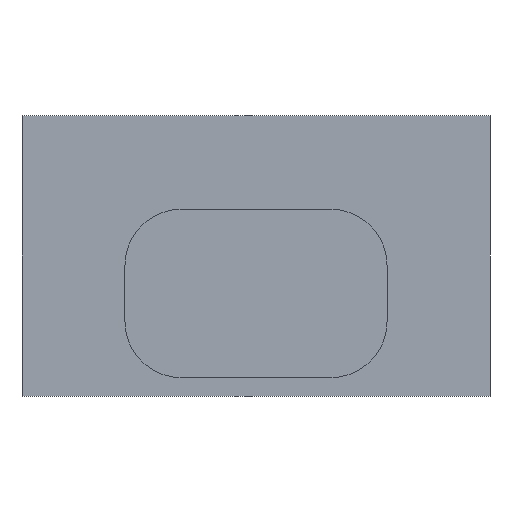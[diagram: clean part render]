
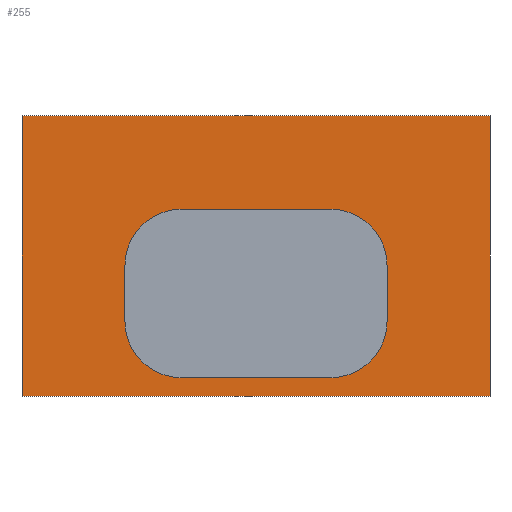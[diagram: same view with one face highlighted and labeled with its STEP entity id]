
A CAD part, front view. The second image highlights one B-rep face of the part: STEP entity #255.
In plain terms, the highlighted planar face has unit normal (0, -1, 0).
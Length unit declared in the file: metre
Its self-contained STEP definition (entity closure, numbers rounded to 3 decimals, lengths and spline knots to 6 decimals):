
#16=CIRCLE('',#284,0.0012);
#17=CIRCLE('',#285,0.0012);
#18=CIRCLE('',#286,0.0012);
#19=CIRCLE('',#287,0.0012);
#24=ORIENTED_EDGE('',*,*,#96,.T.);
#25=ORIENTED_EDGE('',*,*,#97,.T.);
#26=ORIENTED_EDGE('',*,*,#98,.F.);
#27=ORIENTED_EDGE('',*,*,#99,.F.);
#28=ORIENTED_EDGE('',*,*,#100,.F.);
#29=ORIENTED_EDGE('',*,*,#101,.T.);
#30=ORIENTED_EDGE('',*,*,#102,.F.);
#31=ORIENTED_EDGE('',*,*,#103,.T.);
#32=ORIENTED_EDGE('',*,*,#104,.F.);
#33=ORIENTED_EDGE('',*,*,#105,.F.);
#34=ORIENTED_EDGE('',*,*,#106,.F.);
#35=ORIENTED_EDGE('',*,*,#107,.F.);
#96=EDGE_CURVE('',#132,#133,#156,.T.);
#97=EDGE_CURVE('',#133,#134,#157,.T.);
#98=EDGE_CURVE('',#135,#134,#158,.T.);
#99=EDGE_CURVE('',#132,#135,#159,.T.);
#100=EDGE_CURVE('',#136,#137,#16,.T.);
#101=EDGE_CURVE('',#136,#138,#160,.T.);
#102=EDGE_CURVE('',#139,#138,#17,.T.);
#103=EDGE_CURVE('',#139,#140,#161,.T.);
#104=EDGE_CURVE('',#141,#140,#18,.T.);
#105=EDGE_CURVE('',#142,#141,#162,.T.);
#106=EDGE_CURVE('',#143,#142,#19,.T.);
#107=EDGE_CURVE('',#137,#143,#163,.T.);
#132=VERTEX_POINT('',#385);
#133=VERTEX_POINT('',#386);
#134=VERTEX_POINT('',#388);
#135=VERTEX_POINT('',#390);
#136=VERTEX_POINT('',#393);
#137=VERTEX_POINT('',#394);
#138=VERTEX_POINT('',#396);
#139=VERTEX_POINT('',#398);
#140=VERTEX_POINT('',#400);
#141=VERTEX_POINT('',#402);
#142=VERTEX_POINT('',#404);
#143=VERTEX_POINT('',#406);
#156=LINE('',#384,#184);
#157=LINE('',#387,#185);
#158=LINE('',#389,#186);
#159=LINE('',#391,#187);
#160=LINE('',#395,#188);
#161=LINE('',#399,#189);
#162=LINE('',#403,#190);
#163=LINE('',#407,#191);
#184=VECTOR('',#310,1.);
#185=VECTOR('',#311,1.);
#186=VECTOR('',#312,1.);
#187=VECTOR('',#313,1.);
#188=VECTOR('',#316,1.);
#189=VECTOR('',#319,1.);
#190=VECTOR('',#322,1.);
#191=VECTOR('',#325,1.);
#212=EDGE_LOOP('',(#24,#25,#26,#27));
#213=EDGE_LOOP('',(#28,#29,#30,#31,#32,#33,#34,#35));
#228=FACE_BOUND('',#212,.T.);
#229=FACE_BOUND('',#213,.T.);
#244=PLANE('',#283);
#255=ADVANCED_FACE('',(#228,#229),#244,.T.);
#283=AXIS2_PLACEMENT_3D('',#383,#308,#309);
#284=AXIS2_PLACEMENT_3D('',#392,#314,#315);
#285=AXIS2_PLACEMENT_3D('',#397,#317,#318);
#286=AXIS2_PLACEMENT_3D('',#401,#320,#321);
#287=AXIS2_PLACEMENT_3D('',#405,#323,#324);
#308=DIRECTION('',(0.,-1.,0.));
#309=DIRECTION('',(1.,0.,0.));
#310=DIRECTION('',(0.,0.,-1.));
#311=DIRECTION('',(1.,0.,0.));
#312=DIRECTION('',(0.,0.,-1.));
#313=DIRECTION('',(1.,0.,0.));
#314=DIRECTION('',(0.,-1.,0.));
#315=DIRECTION('',(1.,0.,0.));
#316=DIRECTION('',(0.,0.,1.));
#317=DIRECTION('',(0.,-1.,0.));
#318=DIRECTION('',(1.,0.,0.));
#319=DIRECTION('',(1.,0.,0.));
#320=DIRECTION('',(0.,-1.,0.));
#321=DIRECTION('',(1.,0.,0.));
#322=DIRECTION('',(0.,0.,1.));
#323=DIRECTION('',(0.,-1.,0.));
#324=DIRECTION('',(1.,0.,0.));
#325=DIRECTION('',(1.,0.,0.));
#383=CARTESIAN_POINT('',(0.,-0.048,0.0153));
#384=CARTESIAN_POINT('',(-0.0195,-0.048,0.0036));
#385=CARTESIAN_POINT('',(-0.0195,-0.048,0.0066));
#386=CARTESIAN_POINT('',(-0.0195,-0.048,0.0006));
#387=CARTESIAN_POINT('',(-0.0112,-0.048,0.0006));
#388=CARTESIAN_POINT('',(-0.0095,-0.048,0.0006));
#389=CARTESIAN_POINT('',(-0.0095,-0.048,0.0036));
#390=CARTESIAN_POINT('',(-0.0095,-0.048,0.0066));
#391=CARTESIAN_POINT('',(-0.0145,-0.048,0.0066));
#392=CARTESIAN_POINT('',(-0.0161,-0.048,0.0022));
#393=CARTESIAN_POINT('',(-0.0173,-0.048,0.0022));
#394=CARTESIAN_POINT('',(-0.0161,-0.048,0.001));
#395=CARTESIAN_POINT('',(-0.0173,-0.048,0.0028));
#396=CARTESIAN_POINT('',(-0.0173,-0.048,0.0034));
#397=CARTESIAN_POINT('',(-0.0161,-0.048,0.0034));
#398=CARTESIAN_POINT('',(-0.0161,-0.048,0.0046));
#399=CARTESIAN_POINT('',(-0.0145,-0.048,0.0046));
#400=CARTESIAN_POINT('',(-0.0129,-0.048,0.0046));
#401=CARTESIAN_POINT('',(-0.0129,-0.048,0.0034));
#402=CARTESIAN_POINT('',(-0.0117,-0.048,0.0034));
#403=CARTESIAN_POINT('',(-0.0117,-0.048,0.0028));
#404=CARTESIAN_POINT('',(-0.0117,-0.048,0.0022));
#405=CARTESIAN_POINT('',(-0.0129,-0.048,0.0022));
#406=CARTESIAN_POINT('',(-0.0129,-0.048,0.001));
#407=CARTESIAN_POINT('',(-0.0145,-0.048,0.001));
